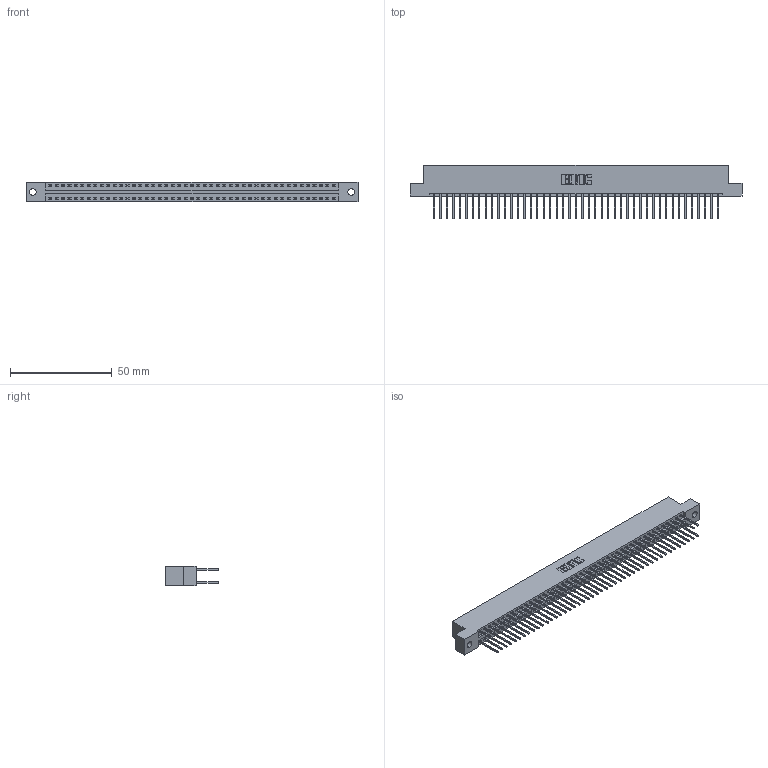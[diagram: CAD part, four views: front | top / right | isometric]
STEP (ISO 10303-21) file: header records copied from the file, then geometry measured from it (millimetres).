
FILE_DESCRIPTION (( 'STEP AP203' ), '1' );
FILE_NAME ('346-090-522-202.STEP', '2022-05-26T03:29:28', ( '' ), ( '' ), 'SwSTEP 2.0', 'SolidWorks 2020', '' );
FILE_SCHEMA (( 'CONFIG_CONTROL_DESIGN' ));
Length unit declared in the file: inch
Products named in the file (3): 345-292-001_345-293-122; 346-090-522-202; 346 Part_Flush Mounting Lugs - 0.128 Dia
Assembly tree (91 placements, depth 2):
  346-090-522-202
    346 Part_Flush Mounting Lugs - 0.128 Dia
    345-292-001_345-293-122  x90
Bounding box: 163.45 x 26.42 x 9.4 mm (x, y, z)
Volume: 16155.5 mm3; surface area: 23053.8 mm2
Topology: 91 solids, 91 shells, 4802 faces, 14279 edges, 9398 vertices
Faces by surface type: plane 3226, cylinder 1576
Entity records: 28985 total; most frequent: CARTESIAN_POINT 4772, ORIENTED_EDGE 4706, DIRECTION 4257, EDGE_CURVE 2353, VECTOR 2041, LINE 2041, VERTEX_POINT 1566, AXIS2_PLACEMENT_3D 1108
